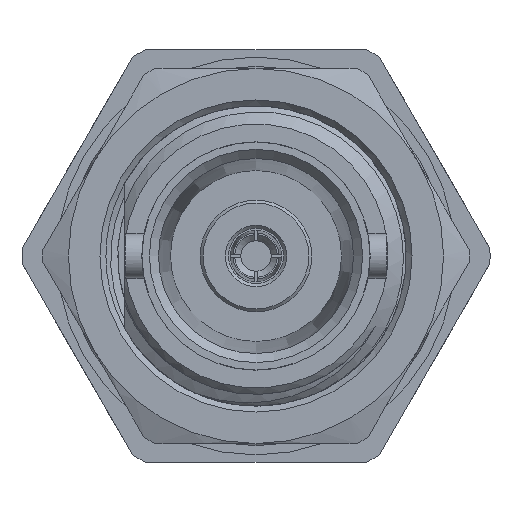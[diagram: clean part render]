
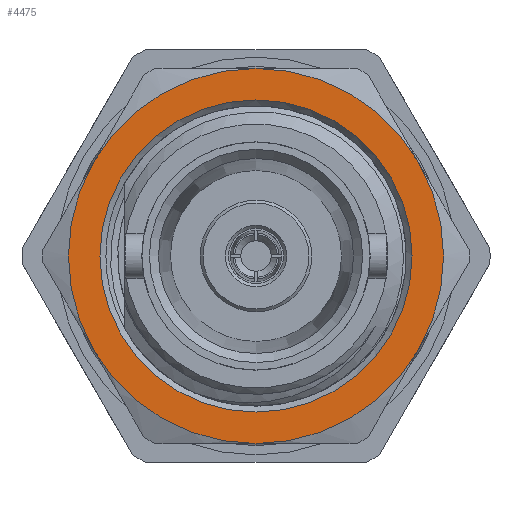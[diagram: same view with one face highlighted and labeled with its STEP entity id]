
A CAD part, left-side view. The second image highlights one B-rep face of the part: STEP entity #4475.
In plain terms, the highlighted planar face has unit normal (-1, 0, 0).
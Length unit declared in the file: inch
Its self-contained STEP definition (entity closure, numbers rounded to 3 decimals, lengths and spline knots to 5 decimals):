
#288 = EDGE_CURVE ( 'NONE', #16205, #16205, #14972, .T. ) ;
#988 = EDGE_CURVE ( 'NONE', #9588, #16485, #11526, .T. ) ;
#1007 = CARTESIAN_POINT ( 'NONE',  ( 0.519, -0.13, 0.22517 ) ) ;
#1788 = CARTESIAN_POINT ( 'NONE',  ( 0.519, 0., 0. ) ) ;
#1956 = CIRCLE ( 'NONE', #6058, 0.3125 ) ;
#2330 = ORIENTED_EDGE ( 'NONE', *, *, #3006, .T. ) ;
#2552 = CARTESIAN_POINT ( 'NONE',  ( 0.519, 0., 0. ) ) ;
#2669 = CARTESIAN_POINT ( 'NONE',  ( 0.519, 0., 0. ) ) ;
#2672 = AXIS2_PLACEMENT_3D ( 'NONE', #3337, #12036, #9369 ) ;
#2858 = DIRECTION ( 'NONE',  ( -1., 0., 0. ) ) ;
#3006 = EDGE_CURVE ( 'NONE', #7760, #9588, #13732, .T. ) ;
#3247 = DIRECTION ( 'NONE',  ( 0., -0.5, 0.866 ) ) ;
#3337 = CARTESIAN_POINT ( 'NONE',  ( 0.519, 0., 0. ) ) ;
#3607 = EDGE_LOOP ( 'NONE', ( #2330, #19126, #10818, #4218, #10476, #11567 ) ) ;
#3813 = ORIENTED_EDGE ( 'NONE', *, *, #288, .T. ) ;
#4145 = DIRECTION ( 'NONE',  ( 0., -0.5, 0.866 ) ) ;
#4203 = CARTESIAN_POINT ( 'NONE',  ( 0.519, 0.27063, 0.15625 ) ) ;
#4218 = ORIENTED_EDGE ( 'NONE', *, *, #5483, .T. ) ;
#4475 = ADVANCED_FACE ( 'NONE', ( #13726, #10762 ), #16802, .T. ) ;
#4580 = DIRECTION ( 'NONE',  ( 0., -0.5, 0.866 ) ) ;
#4679 = DIRECTION ( 'NONE',  ( 1., 0., 0. ) ) ;
#5287 = CIRCLE ( 'NONE', #19469, 0.3125 ) ;
#5454 = CARTESIAN_POINT ( 'NONE',  ( 0.519, 0.27063, -0.15625 ) ) ;
#5458 = EDGE_CURVE ( 'NONE', #16485, #7230, #17897, .T. ) ;
#5483 = EDGE_CURVE ( 'NONE', #7230, #13084, #5287, .T. ) ;
#5836 = CARTESIAN_POINT ( 'NONE',  ( 0.519, 0., 0. ) ) ;
#6058 = AXIS2_PLACEMENT_3D ( 'NONE', #2552, #13118, #19152 ) ;
#6427 = DIRECTION ( 'NONE',  ( -1., 0., 0. ) ) ;
#7230 = VERTEX_POINT ( 'NONE', #5454 ) ;
#7307 = DIRECTION ( 'NONE',  ( -1., 0., 0. ) ) ;
#7748 = AXIS2_PLACEMENT_3D ( 'NONE', #16288, #17867, #4145 ) ;
#7760 = VERTEX_POINT ( 'NONE', #13223 ) ;
#8002 = CARTESIAN_POINT ( 'NONE',  ( 0.519, 0., 0. ) ) ;
#8736 = CARTESIAN_POINT ( 'NONE',  ( 0.519, 0., 0.3125 ) ) ;
#8894 = DIRECTION ( 'NONE',  ( 0., -0.5, 0.866 ) ) ;
#9369 = DIRECTION ( 'NONE',  ( 0., -0.5, 0.866 ) ) ;
#9588 = VERTEX_POINT ( 'NONE', #8736 ) ;
#10265 = EDGE_CURVE ( 'NONE', #13084, #14297, #1956, .T. ) ;
#10476 = ORIENTED_EDGE ( 'NONE', *, *, #10265, .T. ) ;
#10565 = DIRECTION ( 'NONE',  ( 0., -0.5, 0.866 ) ) ;
#10632 = AXIS2_PLACEMENT_3D ( 'NONE', #2669, #7307, #13531 ) ;
#10762 = FACE_OUTER_BOUND ( 'NONE', #3607, .T. ) ;
#10818 = ORIENTED_EDGE ( 'NONE', *, *, #5458, .T. ) ;
#11500 = AXIS2_PLACEMENT_3D ( 'NONE', #11895, #4679, #4580 ) ;
#11526 = CIRCLE ( 'NONE', #2672, 0.3125 ) ;
#11550 = AXIS2_PLACEMENT_3D ( 'NONE', #1788, #16505, #10565 ) ;
#11567 = ORIENTED_EDGE ( 'NONE', *, *, #14805, .T. ) ;
#11881 = EDGE_LOOP ( 'NONE', ( #3813 ) ) ;
#11895 = CARTESIAN_POINT ( 'NONE',  ( 0.519, 0., 0. ) ) ;
#12036 = DIRECTION ( 'NONE',  ( -1., 0., 0. ) ) ;
#13084 = VERTEX_POINT ( 'NONE', #14149 ) ;
#13118 = DIRECTION ( 'NONE',  ( -1., 0., 0. ) ) ;
#13223 = CARTESIAN_POINT ( 'NONE',  ( 0.519, -0.27063, 0.15625 ) ) ;
#13531 = DIRECTION ( 'NONE',  ( 0., -0.5, 0.866 ) ) ;
#13726 = FACE_BOUND ( 'NONE', #11881, .T. ) ;
#13732 = CIRCLE ( 'NONE', #11550, 0.3125 ) ;
#13751 = CIRCLE ( 'NONE', #7748, 0.3125 ) ;
#14117 = CARTESIAN_POINT ( 'NONE',  ( 0.519, -0.27063, -0.15625 ) ) ;
#14149 = CARTESIAN_POINT ( 'NONE',  ( 0.519, 0., -0.3125 ) ) ;
#14297 = VERTEX_POINT ( 'NONE', #14117 ) ;
#14805 = EDGE_CURVE ( 'NONE', #14297, #7760, #13751, .T. ) ;
#14972 = CIRCLE ( 'NONE', #11500, 0.26 ) ;
#16205 = VERTEX_POINT ( 'NONE', #1007 ) ;
#16288 = CARTESIAN_POINT ( 'NONE',  ( 0.519, 0., 0. ) ) ;
#16485 = VERTEX_POINT ( 'NONE', #4203 ) ;
#16505 = DIRECTION ( 'NONE',  ( -1., 0., 0. ) ) ;
#16802 = PLANE ( 'NONE',  #19525 ) ;
#17867 = DIRECTION ( 'NONE',  ( -1., 0., 0. ) ) ;
#17897 = CIRCLE ( 'NONE', #10632, 0.3125 ) ;
#19126 = ORIENTED_EDGE ( 'NONE', *, *, #988, .T. ) ;
#19152 = DIRECTION ( 'NONE',  ( 0., -0.5, 0.866 ) ) ;
#19469 = AXIS2_PLACEMENT_3D ( 'NONE', #5836, #2858, #8894 ) ;
#19525 = AXIS2_PLACEMENT_3D ( 'NONE', #8002, #6427, #3247 ) ;
